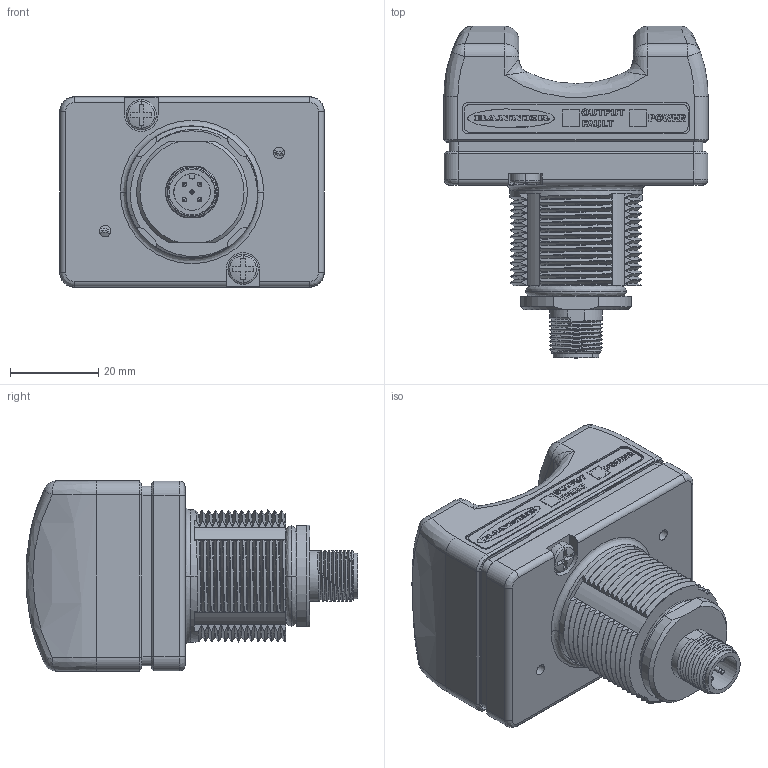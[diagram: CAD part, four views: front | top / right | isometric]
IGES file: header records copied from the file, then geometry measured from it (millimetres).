
Start section:  PTC IGES file: 155338.igs
Global section: file name: 155338.igs; native system: Pro/ENGINEER by Parametric Technology Corporation; preprocessor: 2009141; author: banengservice; organization: Unknown; date: 20110201.080242; units: inch
Bounding box: 59.99 x 75.35 x 43.18 mm (x, y, z)
Volume: 46063.7 mm3; surface area: 33996.5 mm2
Topology: 3 solids, 3 shells, 1743 faces, 4607 edges, 2928 vertices
Faces by surface type: bspline 842, revolution 820, extrusion 81
